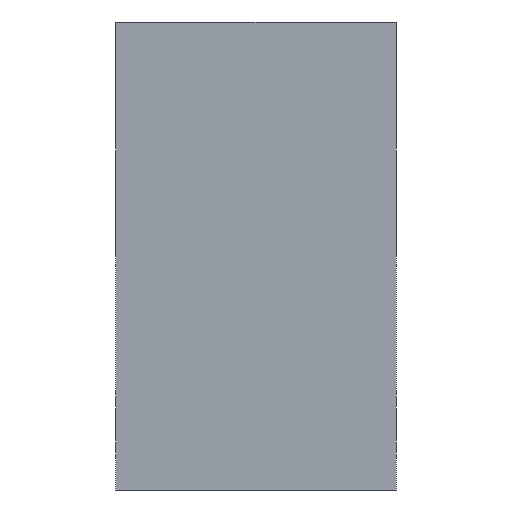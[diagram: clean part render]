
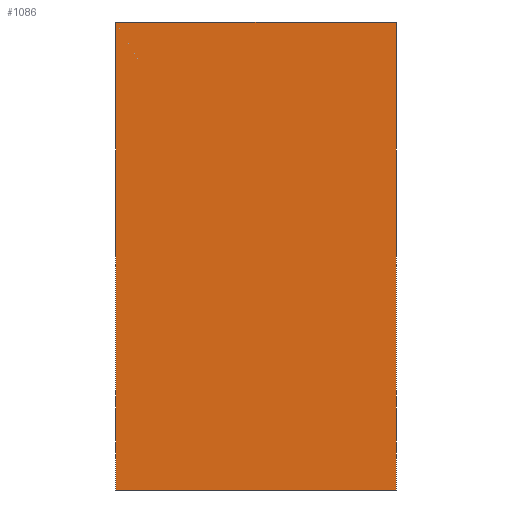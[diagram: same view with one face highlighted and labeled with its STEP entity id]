
A CAD part, front view. The second image highlights one B-rep face of the part: STEP entity #1086.
In plain terms, the highlighted planar face has unit normal (0, -1, 0).
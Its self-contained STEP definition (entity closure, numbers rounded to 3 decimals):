
#133 = ORIENTED_EDGE ( 'NONE', *, *, #1270, .T. ) ;
#134 = ORIENTED_EDGE ( 'NONE', *, *, #1269, .F. ) ;
#135 = ORIENTED_EDGE ( 'NONE', *, *, #1259, .F. ) ;
#136 = ORIENTED_EDGE ( 'NONE', *, *, #1271, .F. ) ;
#225 = EDGE_LOOP ( 'NONE', ( #133, #134, #135, #136 ) ) ;
#312 = FACE_OUTER_BOUND ( 'NONE', #225, .T. ) ;
#458 = LINE ( 'NONE', #930, #462 ) ;
#462 = VECTOR ( 'NONE', #931, 1000. ) ;
#467 = LINE ( 'NONE', #978, #480 ) ;
#470 = VECTOR ( 'NONE', #977, 1000. ) ;
#472 = LINE ( 'NONE', #976, #470 ) ;
#476 = LINE ( 'NONE', #953, #478 ) ;
#478 = VECTOR ( 'NONE', #979, 1000. ) ;
#480 = VECTOR ( 'NONE', #982, 1000. ) ;
#586 = CARTESIAN_POINT ( 'NONE',  ( 7.5, -10., 0. ) ) ;
#587 = PLANE ( 'NONE',  #1317 ) ;
#589 = DIRECTION ( 'NONE',  ( 0., -1., 0. ) ) ;
#590 = DIRECTION ( 'NONE',  ( 0., 0., -1. ) ) ;
#702 = CARTESIAN_POINT ( 'NONE',  ( -7.5, -10., -12.5 ) ) ;
#703 = CARTESIAN_POINT ( 'NONE',  ( 7.5, -10., -12.5 ) ) ;
#704 = CARTESIAN_POINT ( 'NONE',  ( 7.5, -10., 12.5 ) ) ;
#705 = CARTESIAN_POINT ( 'NONE',  ( -7.5, -10., 12.5 ) ) ;
#930 = CARTESIAN_POINT ( 'NONE',  ( 0., -10., 12.5 ) ) ;
#931 = DIRECTION ( 'NONE',  ( 1., 0., 0. ) ) ;
#953 = CARTESIAN_POINT ( 'NONE',  ( 0., -10., -12.5 ) ) ;
#976 = CARTESIAN_POINT ( 'NONE',  ( 7.5, -10., 0. ) ) ;
#977 = DIRECTION ( 'NONE',  ( 0., 0., -1. ) ) ;
#978 = CARTESIAN_POINT ( 'NONE',  ( -7.5, -10., 0. ) ) ;
#979 = DIRECTION ( 'NONE',  ( 1., 0., 0. ) ) ;
#982 = DIRECTION ( 'NONE',  ( 0., 0., 1. ) ) ;
#1086 = ADVANCED_FACE ( 'NONE', ( #312 ), #587, .T. ) ;
#1175 = VERTEX_POINT ( 'NONE', #702 ) ;
#1176 = VERTEX_POINT ( 'NONE', #703 ) ;
#1177 = VERTEX_POINT ( 'NONE', #704 ) ;
#1178 = VERTEX_POINT ( 'NONE', #705 ) ;
#1259 = EDGE_CURVE ( 'NONE', #1178, #1177, #458, .T. ) ;
#1269 = EDGE_CURVE ( 'NONE', #1177, #1176, #472, .T. ) ;
#1270 = EDGE_CURVE ( 'NONE', #1175, #1176, #476, .T. ) ;
#1271 = EDGE_CURVE ( 'NONE', #1175, #1178, #467, .T. ) ;
#1317 = AXIS2_PLACEMENT_3D ( 'NONE', #586, #589, #590 ) ;
